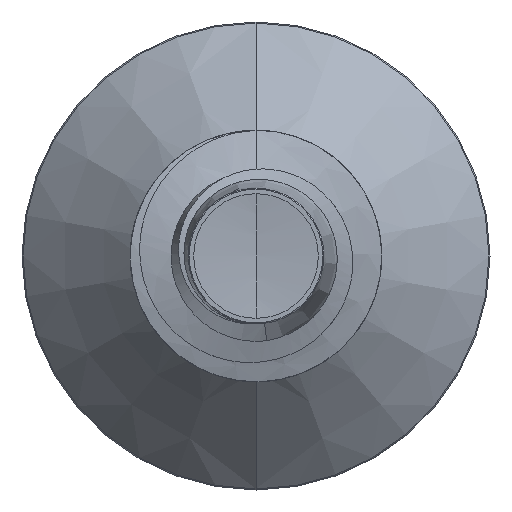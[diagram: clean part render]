
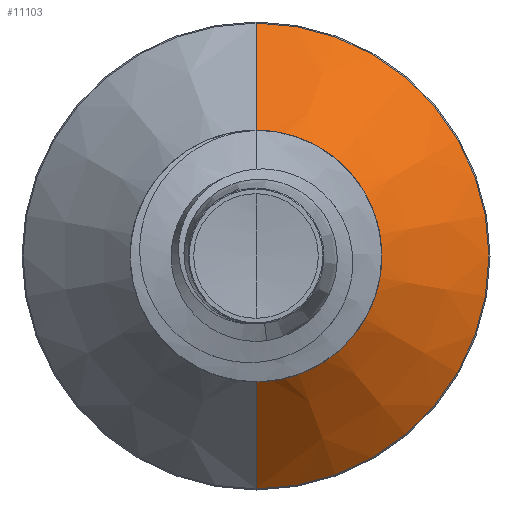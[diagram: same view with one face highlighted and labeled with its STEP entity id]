
A CAD part, front view. The second image highlights one B-rep face of the part: STEP entity #11103.
In plain terms, the highlighted conical face has half-angle 45 degrees and reference radius 2.301 mm.
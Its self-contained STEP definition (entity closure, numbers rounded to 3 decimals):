
#415 = DIRECTION ( 'NONE',  ( 0., 0., 1. ) ) ;
#451 = CARTESIAN_POINT ( 'NONE',  ( 0., 11.901, 0. ) ) ;
#480 = DIRECTION ( 'NONE',  ( 0., 1., 0. ) ) ;
#646 = LINE ( 'NONE', #6227, #13047 ) ;
#989 = LINE ( 'NONE', #1234, #13243 ) ;
#1216 = VERTEX_POINT ( 'NONE', #9118 ) ;
#1234 = CARTESIAN_POINT ( 'NONE',  ( 0., 11.901, -2.301 ) ) ;
#1344 = DIRECTION ( 'NONE',  ( 0., 0.707, -0.707 ) ) ;
#1462 = ORIENTED_EDGE ( 'NONE', *, *, #13069, .T. ) ;
#1572 = AXIS2_PLACEMENT_3D ( 'NONE', #5527, #15242, #7315 ) ;
#3406 = VERTEX_POINT ( 'NONE', #10920 ) ;
#4511 = ORIENTED_EDGE ( 'NONE', *, *, #16726, .F. ) ;
#5527 = CARTESIAN_POINT ( 'NONE',  ( 0., 11.901, 0. ) ) ;
#5671 = EDGE_LOOP ( 'NONE', ( #16106, #1462, #5748, #4511 ) ) ;
#5748 = ORIENTED_EDGE ( 'NONE', *, *, #10124, .F. ) ;
#6227 = CARTESIAN_POINT ( 'NONE',  ( 0., 11.901, 2.301 ) ) ;
#7315 = DIRECTION ( 'NONE',  ( 0., 0., 1. ) ) ;
#8569 = DIRECTION ( 'NONE',  ( 0., 0., 1. ) ) ;
#8593 = DIRECTION ( 'NONE',  ( 0., 1., 0. ) ) ;
#8613 = CARTESIAN_POINT ( 'NONE',  ( 0., 14.228, 0. ) ) ;
#9118 = CARTESIAN_POINT ( 'NONE',  ( 0., 14.228, -4.628 ) ) ;
#9500 = AXIS2_PLACEMENT_3D ( 'NONE', #8613, #8593, #8569 ) ;
#10124 = EDGE_CURVE ( 'NONE', #14255, #1216, #16411, .T. ) ;
#10193 = CARTESIAN_POINT ( 'NONE',  ( 0., 11.901, 2.301 ) ) ;
#10920 = CARTESIAN_POINT ( 'NONE',  ( 0., 11.901, -2.301 ) ) ;
#11103 = ADVANCED_FACE ( 'NONE', ( #11731 ), #11323, .T. ) ;
#11323 = CONICAL_SURFACE ( 'NONE', #17690, 2.301, 0.785 ) ;
#11731 = FACE_OUTER_BOUND ( 'NONE', #5671, .T. ) ;
#12072 = VERTEX_POINT ( 'NONE', #10193 ) ;
#12171 = CARTESIAN_POINT ( 'NONE',  ( 0., 14.228, 4.628 ) ) ;
#13047 = VECTOR ( 'NONE', #13508, 1000. ) ;
#13069 = EDGE_CURVE ( 'NONE', #3406, #1216, #989, .T. ) ;
#13243 = VECTOR ( 'NONE', #1344, 1000. ) ;
#13508 = DIRECTION ( 'NONE',  ( 0., 0.707, 0.707 ) ) ;
#14255 = VERTEX_POINT ( 'NONE', #12171 ) ;
#15242 = DIRECTION ( 'NONE',  ( 0., 1., 0. ) ) ;
#16106 = ORIENTED_EDGE ( 'NONE', *, *, #16427, .T. ) ;
#16411 = CIRCLE ( 'NONE', #9500, 4.628 ) ;
#16427 = EDGE_CURVE ( 'NONE', #12072, #3406, #16887, .T. ) ;
#16726 = EDGE_CURVE ( 'NONE', #12072, #14255, #646, .T. ) ;
#16887 = CIRCLE ( 'NONE', #1572, 2.301 ) ;
#17690 = AXIS2_PLACEMENT_3D ( 'NONE', #451, #480, #415 ) ;
